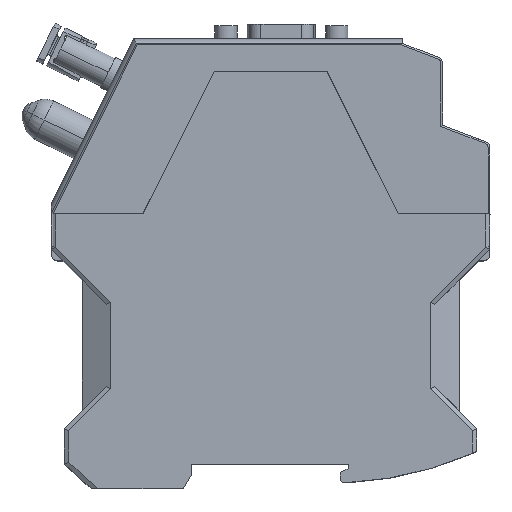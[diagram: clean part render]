
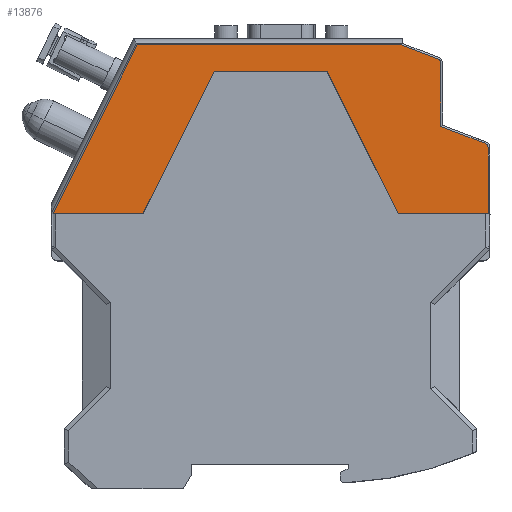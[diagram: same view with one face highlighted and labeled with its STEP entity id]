
A CAD part, top view. The second image highlights one B-rep face of the part: STEP entity #13876.
In plain terms, the highlighted planar face has unit normal (0, 0, 1).
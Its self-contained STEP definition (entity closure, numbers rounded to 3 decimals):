
#4479 = CARTESIAN_POINT ( 'NONE',  ( -12.753, 100.7, 35.2 ) ) ;
#4607 = CARTESIAN_POINT ( 'NONE',  ( -30.066, 106.6, 35.2 ) ) ;
#4608 = CARTESIAN_POINT ( 'NONE',  ( 29.526, 106.6, 35.2 ) ) ;
#4609 = DIRECTION ( 'NONE',  ( -1., 0., 0. ) ) ;
#4610 = VECTOR ( 'NONE', #4609, 1000. ) ;
#4611 = CARTESIAN_POINT ( 'NONE',  ( 0.023, 106.6, 35.2 ) ) ;
#4615 = LINE ( 'NONE', #4611, #4610 ) ;
#4619 = DIRECTION ( 'NONE',  ( 1., 0., 0. ) ) ;
#4620 = VECTOR ( 'NONE', #4619, 1000. ) ;
#4621 = CARTESIAN_POINT ( 'NONE',  ( 0.023, 100.7, 35.2 ) ) ;
#4622 = LINE ( 'NONE', #4621, #4620 ) ;
#4623 = CARTESIAN_POINT ( 'NONE',  ( 12.753, 100.7, 35.2 ) ) ;
#4827 = DIRECTION ( 'NONE',  ( -1., 0., 0. ) ) ;
#4828 = DIRECTION ( 'NONE',  ( 0., 0., 1. ) ) ;
#4829 = CARTESIAN_POINT ( 'NONE',  ( 48., 83.368, 35.2 ) ) ;
#4830 = AXIS2_PLACEMENT_3D ( 'NONE', #4829, #4828, #4827 ) ;
#4857 = CIRCLE ( 'NONE', #4830, 1.1 ) ;
#4858 = CARTESIAN_POINT ( 'NONE',  ( 49.1, 83.368, 35.2 ) ) ;
#4882 = LINE ( 'NONE', #4964, #4963 ) ;
#4935 = CARTESIAN_POINT ( 'NONE',  ( 38.4, 88.225, 35.2 ) ) ;
#4961 = CARTESIAN_POINT ( 'NONE',  ( 48.394, 84.396, 35.2 ) ) ;
#4962 = DIRECTION ( 'NONE',  ( -0.934, 0.358, 0. ) ) ;
#4963 = VECTOR ( 'NONE', #4962, 1000. ) ;
#4964 = CARTESIAN_POINT ( 'NONE',  ( 48.394, 84.396, 35.2 ) ) ;
#5003 = AXIS2_PLACEMENT_3D ( 'NONE', #5073, #5072, #5071 ) ;
#5004 = CIRCLE ( 'NONE', #5003, 1.1 ) ;
#5071 = DIRECTION ( 'NONE',  ( -1., 0., 0. ) ) ;
#5072 = DIRECTION ( 'NONE',  ( 0., 0., 1. ) ) ;
#5073 = CARTESIAN_POINT ( 'NONE',  ( 37.3, 102.438, 35.2 ) ) ;
#5400 = CARTESIAN_POINT ( 'NONE',  ( 37.694, 103.464, 35.2 ) ) ;
#5401 = DIRECTION ( 'NONE',  ( -0.934, 0.358, 0. ) ) ;
#5402 = VECTOR ( 'NONE', #5401, 1000. ) ;
#5403 = CARTESIAN_POINT ( 'NONE',  ( 37.694, 103.464, 35.2 ) ) ;
#5404 = LINE ( 'NONE', #5403, #5402 ) ;
#5552 = DIRECTION ( 'NONE',  ( 0., 1., 0. ) ) ;
#5553 = VECTOR ( 'NONE', #5552, 1000. ) ;
#5554 = CARTESIAN_POINT ( 'NONE',  ( 38.4, 87.55, 35.2 ) ) ;
#5555 = LINE ( 'NONE', #5554, #5553 ) ;
#5588 = CARTESIAN_POINT ( 'NONE',  ( 38.4, 102.438, 35.2 ) ) ;
#5824 = CARTESIAN_POINT ( 'NONE',  ( -46.063, 74.5, 35.2 ) ) ;
#5825 = DIRECTION ( 'NONE',  ( -0.446, -0.895, 0. ) ) ;
#5826 = VECTOR ( 'NONE', #5825, 1000. ) ;
#5827 = CARTESIAN_POINT ( 'NONE',  ( -46.063, 74.5, 35.2 ) ) ;
#5828 = LINE ( 'NONE', #5827, #5826 ) ;
#5829 = CARTESIAN_POINT ( 'NONE',  ( -49.053, 68.5, 35.2 ) ) ;
#9995 = DIRECTION ( 'NONE',  ( 0.446, 0.895, 0. ) ) ;
#9996 = VECTOR ( 'NONE', #9995, 1000. ) ;
#9997 = CARTESIAN_POINT ( 'NONE',  ( -62.799, 40.917, 35.2 ) ) ;
#9998 = DIRECTION ( 'NONE',  ( 1., 0., 0. ) ) ;
#9999 = DIRECTION ( 'NONE',  ( 0., 0., 1. ) ) ;
#10000 = CARTESIAN_POINT ( 'NONE',  ( 33.757, 73.3, 35.2 ) ) ;
#10001 = AXIS2_PLACEMENT_3D ( 'NONE', #10000, #9999, #9998 ) ;
#10002 = PLANE ( 'NONE',  #10001 ) ;
#10003 = LINE ( 'NONE', #9997, #9996 ) ;
#10004 = FACE_OUTER_BOUND ( 'NONE', #13878, .T. ) ;
#10153 = DIRECTION ( 'NONE',  ( 0., 1., 0. ) ) ;
#10154 = VECTOR ( 'NONE', #10153, 1000. ) ;
#10155 = CARTESIAN_POINT ( 'NONE',  ( 49.1, 68.5, 35.2 ) ) ;
#10156 = LINE ( 'NONE', #10155, #10154 ) ;
#10157 = CARTESIAN_POINT ( 'NONE',  ( 49.1, 68.5, 35.2 ) ) ;
#10158 = DIRECTION ( 'NONE',  ( 1., 0., 0. ) ) ;
#10159 = VECTOR ( 'NONE', #10158, 1000. ) ;
#10160 = CARTESIAN_POINT ( 'NONE',  ( 0.023, 68.5, 35.2 ) ) ;
#10161 = LINE ( 'NONE', #10160, #10159 ) ;
#10162 = CARTESIAN_POINT ( 'NONE',  ( 28.8, 68.5, 35.2 ) ) ;
#10163 = DIRECTION ( 'NONE',  ( 0.446, -0.895, 0. ) ) ;
#10164 = VECTOR ( 'NONE', #10163, 1000. ) ;
#10165 = CARTESIAN_POINT ( 'NONE',  ( 12.753, 100.7, 35.2 ) ) ;
#10166 = LINE ( 'NONE', #10165, #10164 ) ;
#10167 = DIRECTION ( 'NONE',  ( 0.446, 0.895, 0. ) ) ;
#10168 = VECTOR ( 'NONE', #10167, 1000. ) ;
#10169 = CARTESIAN_POINT ( 'NONE',  ( -28.8, 68.5, 35.2 ) ) ;
#10170 = LINE ( 'NONE', #10169, #10168 ) ;
#10690 = VERTEX_POINT ( 'NONE', #4479 ) ;
#10862 = VERTEX_POINT ( 'NONE', #4623 ) ;
#10866 = EDGE_CURVE ( 'NONE', #10690, #10862, #4622, .T. ) ;
#10872 = EDGE_CURVE ( 'NONE', #10874, #10876, #4615, .T. ) ;
#10874 = VERTEX_POINT ( 'NONE', #4608 ) ;
#10876 = VERTEX_POINT ( 'NONE', #4607 ) ;
#10992 = VERTEX_POINT ( 'NONE', #4858 ) ;
#10993 = EDGE_CURVE ( 'NONE', #10992, #11039, #4857, .T. ) ;
#11018 = VERTEX_POINT ( 'NONE', #4935 ) ;
#11037 = EDGE_CURVE ( 'NONE', #11039, #11018, #4882, .T. ) ;
#11039 = VERTEX_POINT ( 'NONE', #4961 ) ;
#12164 = EDGE_CURVE ( 'NONE', #12594, #12526, #5004, .T. ) ;
#12524 = EDGE_CURVE ( 'NONE', #12526, #10874, #5404, .T. ) ;
#12526 = VERTEX_POINT ( 'NONE', #5400 ) ;
#12594 = VERTEX_POINT ( 'NONE', #5588 ) ;
#12596 = EDGE_CURVE ( 'NONE', #11018, #12594, #5555, .T. ) ;
#13239 = VERTEX_POINT ( 'NONE', #5829 ) ;
#13244 = EDGE_CURVE ( 'NONE', #13247, #13239, #5828, .T. ) ;
#13247 = VERTEX_POINT ( 'NONE', #5824 ) ;
#13543 = VERTEX_POINT ( 'NONE', #23264 ) ;
#13545 = EDGE_CURVE ( 'NONE', #13239, #13543, #23262, .T. ) ;
#13655 = ORIENTED_EDGE ( 'NONE', *, *, #13244, .T. ) ;
#13876 = ADVANCED_FACE ( 'NONE', ( #10004 ), #10002, .T. ) ;
#13878 = EDGE_LOOP ( 'NONE', ( #13880, #13655, #14360, #14362, #13997, #13999, #14005, #14011, #14016, #14018, #14020, #14022, #14024, #14026 ) ) ;
#13880 = ORIENTED_EDGE ( 'NONE', *, *, #13882, .F. ) ;
#13882 = EDGE_CURVE ( 'NONE', #13247, #10876, #10003, .T. ) ;
#13995 = EDGE_CURVE ( 'NONE', #13543, #10690, #10170, .T. ) ;
#13997 = ORIENTED_EDGE ( 'NONE', *, *, #10866, .T. ) ;
#13999 = ORIENTED_EDGE ( 'NONE', *, *, #14001, .T. ) ;
#14001 = EDGE_CURVE ( 'NONE', #10862, #14003, #10166, .T. ) ;
#14003 = VERTEX_POINT ( 'NONE', #10162 ) ;
#14005 = ORIENTED_EDGE ( 'NONE', *, *, #14007, .T. ) ;
#14007 = EDGE_CURVE ( 'NONE', #14003, #14009, #10161, .T. ) ;
#14009 = VERTEX_POINT ( 'NONE', #10157 ) ;
#14011 = ORIENTED_EDGE ( 'NONE', *, *, #14013, .T. ) ;
#14013 = EDGE_CURVE ( 'NONE', #14009, #10992, #10156, .T. ) ;
#14016 = ORIENTED_EDGE ( 'NONE', *, *, #10993, .T. ) ;
#14018 = ORIENTED_EDGE ( 'NONE', *, *, #11037, .T. ) ;
#14020 = ORIENTED_EDGE ( 'NONE', *, *, #12596, .T. ) ;
#14022 = ORIENTED_EDGE ( 'NONE', *, *, #12164, .T. ) ;
#14024 = ORIENTED_EDGE ( 'NONE', *, *, #12524, .T. ) ;
#14026 = ORIENTED_EDGE ( 'NONE', *, *, #10872, .T. ) ;
#14360 = ORIENTED_EDGE ( 'NONE', *, *, #13545, .T. ) ;
#14362 = ORIENTED_EDGE ( 'NONE', *, *, #13995, .T. ) ;
#23257 = DIRECTION ( 'NONE',  ( 1., 0., 0. ) ) ;
#23259 = VECTOR ( 'NONE', #23257, 1000. ) ;
#23261 = CARTESIAN_POINT ( 'NONE',  ( -49.053, 68.5, 35.2 ) ) ;
#23262 = LINE ( 'NONE', #23261, #23259 ) ;
#23264 = CARTESIAN_POINT ( 'NONE',  ( -28.8, 68.5, 35.2 ) ) ;
